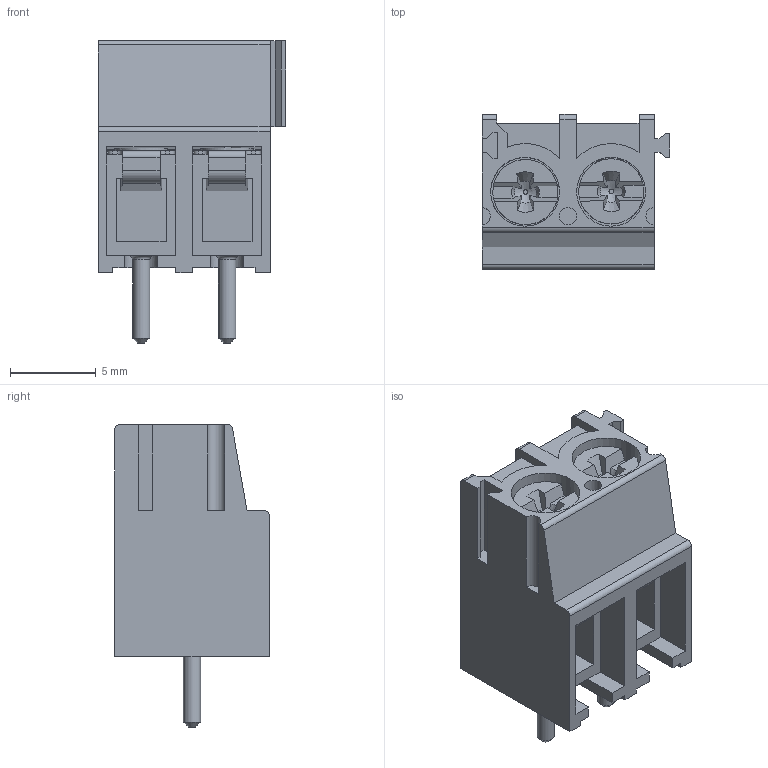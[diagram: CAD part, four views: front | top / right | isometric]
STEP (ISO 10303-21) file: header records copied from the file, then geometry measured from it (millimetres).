
FILE_DESCRIPTION(/* description */ ('Unknown'),/* implementation_level */ '2;1');
FILE_NAME(/* name */ ' 1935776 ',/* time_stamp */ '2023-07-31T07:32:30+02:00',/* author */ ('Unknown'),/* organization */ ('Unknown'),/* preprocessor_version */ 'ST-DEVELOPER v18.102',/* originating_system */ 'Solid Edge',/* authorisation */ 'Unknown');
FILE_SCHEMA (('AUTOMOTIVE_DESIGN {1 0 10303 214 3 1 1}'));
Length unit declared in the file: millimetre
Products named in the file (1):  1935776 
Bounding box: 10.91 x 9 x 17.6 mm (x, y, z)
Volume: 735.2 mm3; surface area: 1523.4 mm2
Topology: 1 solids, 1 shells, 233 faces, 683 edges, 450 vertices
Faces by surface type: plane 164, cylinder 55, cone 12, torus 2
Full cylindrical faces by diameter (mm): 1 x3, 3 x4, 3.789 x2, 4 x2
Entity records: 10138 total; most frequent: CARTESIAN_POINT 2468, ORIENTED_EDGE 1306, DIRECTION 1169, EDGE_CURVE 653, VERTEX_POINT 437, LINE 413, VECTOR 413, AXIS2_PLACEMENT_3D 378
